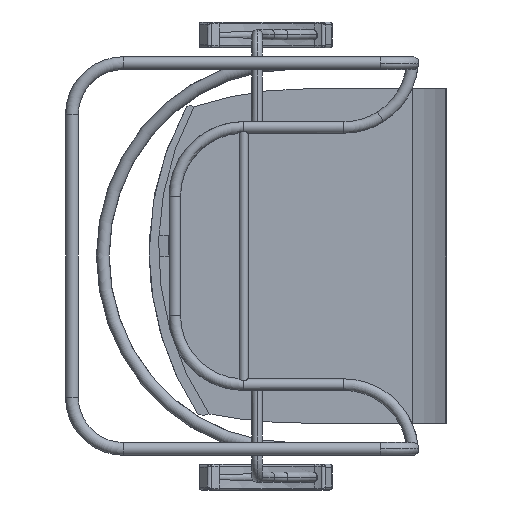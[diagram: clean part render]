
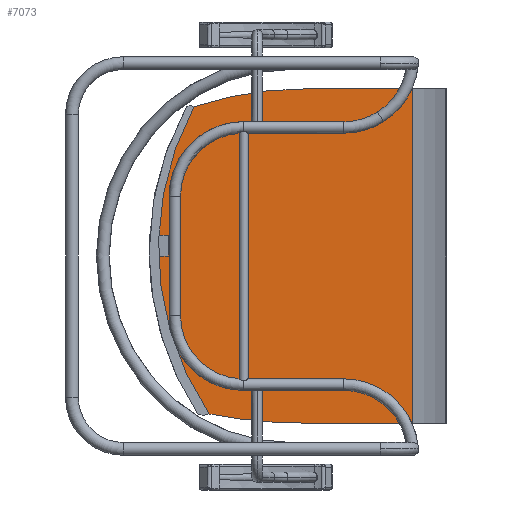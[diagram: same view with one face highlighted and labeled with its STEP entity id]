
A CAD part, front view. The second image highlights one B-rep face of the part: STEP entity #7073.
In plain terms, the highlighted planar face has unit normal (0, -1, 0).
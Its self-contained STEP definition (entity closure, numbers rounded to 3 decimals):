
#6578=CARTESIAN_POINT('',(295.095,922.5,781.08));
#6579=DIRECTION('',(0.,-1.,0.));
#6580=DIRECTION('',(-0.88,0.,0.475));
#6581=AXIS2_PLACEMENT_3D('',#6578,#6579,#6580);
#6583=CARTESIAN_POINT('',(-292.424,922.5,8.117));
#6584=DIRECTION('',(0.,1.,0.));
#6585=DIRECTION('',(-0.31,0.,0.951));
#6586=AXIS2_PLACEMENT_3D('',#6583,#6584,#6585);
#6588=DIRECTION('',(0.,0.,1.));
#6589=VECTOR('',#6588,1300.);
#6590=CARTESIAN_POINT('',(122.596,922.5,100.));
#6591=LINE('',#6590,#6589);
#6592=CARTESIAN_POINT('',(-292.424,922.5,2074.599));
#6593=DIRECTION('',(0.,1.,0.));
#6594=DIRECTION('',(0.,0.,-1.));
#6595=AXIS2_PLACEMENT_3D('',#6592,#6593,#6594);
#6875=DIRECTION('',(1.,0.,0.));
#6876=VECTOR('',#6875,415.02);
#6877=CARTESIAN_POINT('',(-292.424,922.5,100.));
#6878=LINE('',#6877,#6876);
#6902=DIRECTION('',(-1.,0.,0.));
#6903=VECTOR('',#6902,415.02);
#6904=CARTESIAN_POINT('',(122.596,922.5,1400.));
#6905=LINE('',#6904,#6903);
#6932=CARTESIAN_POINT('',(122.596,922.5,100.));
#6933=CARTESIAN_POINT('',(122.596,922.5,1400.));
#6934=VERTEX_POINT('',#6932);
#6935=VERTEX_POINT('',#6933);
#6940=CARTESIAN_POINT('',(-292.424,922.5,1400.));
#6941=VERTEX_POINT('',#6940);
#6946=CARTESIAN_POINT('',(-292.424,922.5,100.));
#6947=VERTEX_POINT('',#6946);
#6956=CARTESIAN_POINT('',(-724.591,922.5,1331.208));
#6957=CARTESIAN_POINT('',(-667.273,922.5,135.906));
#6958=VERTEX_POINT('',#6956);
#6959=VERTEX_POINT('',#6957);
#7055=CARTESIAN_POINT('',(0.,922.5,0.));
#7056=DIRECTION('',(0.,1.,0.));
#7057=DIRECTION('',(1.,0.,0.));
#7058=AXIS2_PLACEMENT_3D('',#7055,#7056,#7057);
#7059=PLANE('',#7058);
#7060=ORIENTED_EDGE('',*,*,#7020,.F.);
#7062=ORIENTED_EDGE('',*,*,#7061,.T.);
#7064=ORIENTED_EDGE('',*,*,#7063,.F.);
#7066=ORIENTED_EDGE('',*,*,#7065,.F.);
#7068=ORIENTED_EDGE('',*,*,#7067,.F.);
#7070=ORIENTED_EDGE('',*,*,#7069,.T.);
#7071=EDGE_LOOP('',(#7060,#7062,#7064,#7066,#7068,#7070));
#7072=FACE_OUTER_BOUND('',#7071,.F.);
#7073=ADVANCED_FACE('',(#7072),#7059,.F.);
#6582=CIRCLE('',#6581,1158.621);
#6587=CIRCLE('',#6586,1391.883);
#6596=CIRCLE('',#6595,1974.599);
#7020=EDGE_CURVE('',#6958,#6959,#6582,.T.);
#7061=EDGE_CURVE('',#6958,#6941,#6587,.T.);
#7063=EDGE_CURVE('',#6935,#6941,#6905,.T.);
#7065=EDGE_CURVE('',#6934,#6935,#6591,.T.);
#7067=EDGE_CURVE('',#6947,#6934,#6878,.T.);
#7069=EDGE_CURVE('',#6947,#6959,#6596,.T.);
